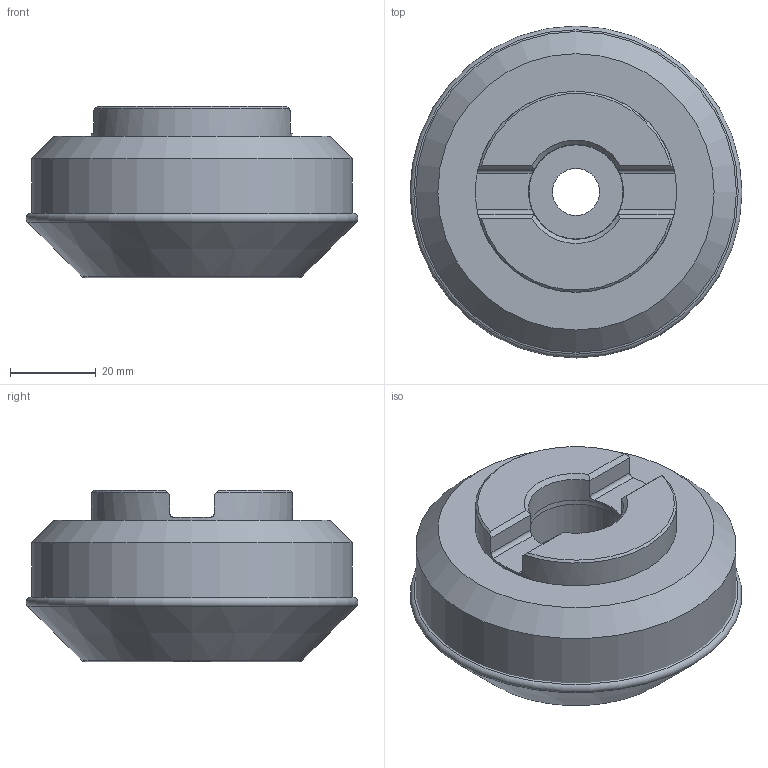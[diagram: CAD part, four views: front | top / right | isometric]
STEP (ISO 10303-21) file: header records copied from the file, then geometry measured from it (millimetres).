
FILE_DESCRIPTION(/* description */ (''),/* implementation_level */ '2;1');
FILE_NAME(/* name */ 'R220.47-0050.stp',/* time_stamp */ '2017-10-26T10:33:05+05:00',/* author */ (''),/* organization */ (''),/* preprocessor_version */ 'ST-DEVELOPER v16',/* originating_system */ 'SIEMENS PLM Software NX 11.0',/* authorisation */ '');
FILE_SCHEMA (('AUTOMOTIVE_DESIGN { 1 0 10303 214 3 1 1 1 }'));
Length unit declared in the file: millimetre
Products named in the file (1): R220.47-0050
Bounding box: 77.62 x 77.62 x 40 mm (x, y, z)
Volume: 153610.7 mm3; surface area: 27373.8 mm2
Topology: 2 solids, 2 shells, 43 faces, 98 edges, 60 vertices
Faces by surface type: plane 17, cone 12, cylinder 11, torus 3
Full cylindrical faces by diameter (mm): 11 x1, 18 x1, 22 x1, 22.2 x1, 23 x1, 47 x1, 75 x1
Entity records: 1281 total; most frequent: CARTESIAN_POINT 327, DIRECTION 194, ORIENTED_EDGE 156, AXIS2_PLACEMENT_3D 85, EDGE_CURVE 78, EDGE_LOOP 66, VERTEX_POINT 58, FACE_BOUND 46
